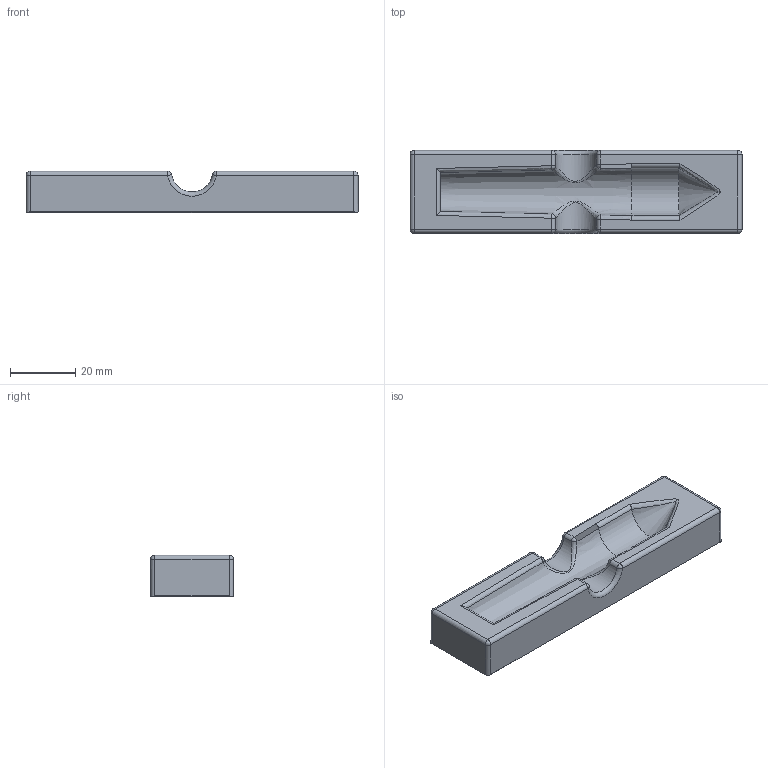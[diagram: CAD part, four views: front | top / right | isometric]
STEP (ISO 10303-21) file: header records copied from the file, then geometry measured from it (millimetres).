
FILE_DESCRIPTION(/* description */ (''),/* implementation_level */ '2;1');
FILE_NAME(/* name */ 'MT1_Dead_Center_Holder v5.step',/* time_stamp */ '2020-12-31T15:34:42-07:00',/* author */ (''),/* organization */ (''),/* preprocessor_version */ 'ST-DEVELOPER v18.1',/* originating_system */ 'Autodesk Translation Framework v9.7.1.1290',/* authorisation */ '');
FILE_SCHEMA (('AUTOMOTIVE_DESIGN { 1 0 10303 214 3 1 1 }'));
Length unit declared in the file: inch
Products named in the file (2): MT1_Dead_Center_Holder; MT1_Dead_Center v1
Assembly tree (1 placements, depth 2):
  MT1_Dead_Center_Holder
    MT1_Dead_Center v1
Bounding box: 101.6 x 25.4 x 12.7 mm (x, y, z)
Volume: 25986.5 mm3; surface area: 8670.8 mm2
Topology: 1 solids, 1 shells, 55 faces, 125 edges, 72 vertices
Faces by surface type: cylinder 20, sphere 12, plane 12, bspline 7, cone 2, torus 2
Entity records: 2133 total; most frequent: CARTESIAN_POINT 882, DIRECTION 258, ORIENTED_EDGE 250, EDGE_CURVE 125, AXIS2_PLACEMENT_3D 108, VERTEX_POINT 72, FACE_OUTER_BOUND 55, EDGE_LOOP 55
